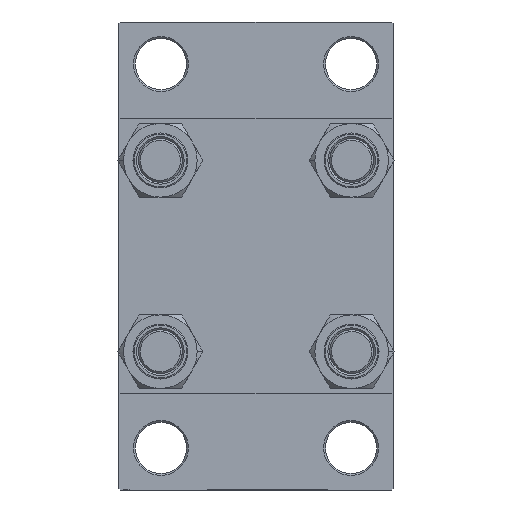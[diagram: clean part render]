
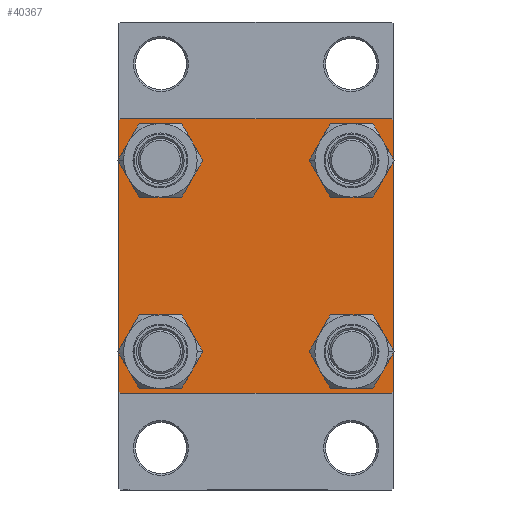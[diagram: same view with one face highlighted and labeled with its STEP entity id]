
A CAD part, left-side view. The second image highlights one B-rep face of the part: STEP entity #40367.
In plain terms, the highlighted planar face has unit normal (-1, 0, 0).
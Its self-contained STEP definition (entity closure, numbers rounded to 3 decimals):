
#746 = CARTESIAN_POINT ( 'NONE',  ( 0., 37.5, 37.5 ) ) ;
#775 = CARTESIAN_POINT ( 'NONE',  ( 0., 26.15, 32.65 ) ) ;
#1147 = DIRECTION ( 'NONE',  ( 0., 0.707, -0.707 ) ) ;
#1310 = VERTEX_POINT ( 'NONE', #6568 ) ;
#1395 = CARTESIAN_POINT ( 'NONE',  ( 0., 37.25, 37.25 ) ) ;
#1449 = DIRECTION ( 'NONE',  ( 0., 0., 1. ) ) ;
#1564 = CIRCLE ( 'NONE', #39495, 6.5 ) ;
#1619 = CARTESIAN_POINT ( 'NONE',  ( 0., 37.5, -37.5 ) ) ;
#1669 = AXIS2_PLACEMENT_3D ( 'NONE', #18443, #26275, #33868 ) ;
#1844 = DIRECTION ( 'NONE',  ( 0., 0., 1. ) ) ;
#2140 = CARTESIAN_POINT ( 'NONE',  ( 0., 37.5, 37.5 ) ) ;
#2222 = FACE_BOUND ( 'NONE', #43541, .T. ) ;
#2290 = EDGE_CURVE ( 'NONE', #33329, #6690, #33436, .T. ) ;
#2534 = ORIENTED_EDGE ( 'NONE', *, *, #36334, .T. ) ;
#3214 = VECTOR ( 'NONE', #13455, 1000. ) ;
#3575 = AXIS2_PLACEMENT_3D ( 'NONE', #29141, #48381, #1844 ) ;
#3599 = LINE ( 'NONE', #34667, #5856 ) ;
#3690 = CARTESIAN_POINT ( 'NONE',  ( 0., -37.5, 37.5 ) ) ;
#4596 = EDGE_LOOP ( 'NONE', ( #38647, #30335 ) ) ;
#5461 = VERTEX_POINT ( 'NONE', #11477 ) ;
#5856 = VECTOR ( 'NONE', #39232, 1000. ) ;
#5988 = CARTESIAN_POINT ( 'NONE',  ( 0., -26.15, 26.15 ) ) ;
#6010 = ORIENTED_EDGE ( 'NONE', *, *, #37355, .F. ) ;
#6503 = CIRCLE ( 'NONE', #1669, 6.5 ) ;
#6568 = CARTESIAN_POINT ( 'NONE',  ( 0., 26.15, -32.65 ) ) ;
#6690 = VERTEX_POINT ( 'NONE', #775 ) ;
#7139 = AXIS2_PLACEMENT_3D ( 'NONE', #33208, #29421, #18034 ) ;
#8274 = VERTEX_POINT ( 'NONE', #31488 ) ;
#10311 = CARTESIAN_POINT ( 'NONE',  ( 0., -37.5, -37. ) ) ;
#10346 = CIRCLE ( 'NONE', #7139, 6.5 ) ;
#10752 = EDGE_CURVE ( 'NONE', #40575, #11084, #12712, .T. ) ;
#11084 = VERTEX_POINT ( 'NONE', #11933 ) ;
#11370 = EDGE_LOOP ( 'NONE', ( #2534, #43828, #45839, #18462, #12532, #38462, #6010, #28839 ) ) ;
#11371 = EDGE_CURVE ( 'NONE', #6690, #33329, #36075, .T. ) ;
#11477 = CARTESIAN_POINT ( 'NONE',  ( 0., 37., 37.5 ) ) ;
#11933 = CARTESIAN_POINT ( 'NONE',  ( 0., -26.15, -32.65 ) ) ;
#12532 = ORIENTED_EDGE ( 'NONE', *, *, #36012, .F. ) ;
#12553 = EDGE_CURVE ( 'NONE', #11084, #40575, #10346, .T. ) ;
#12594 = AXIS2_PLACEMENT_3D ( 'NONE', #22665, #38108, #18877 ) ;
#12631 = DIRECTION ( 'NONE',  ( 0., 0., 1. ) ) ;
#12712 = CIRCLE ( 'NONE', #18373, 6.5 ) ;
#13455 = DIRECTION ( 'NONE',  ( 0., -0.707, -0.707 ) ) ;
#13710 = VECTOR ( 'NONE', #1147, 1000. ) ;
#13816 = DIRECTION ( 'NONE',  ( 1., 0., 0. ) ) ;
#14262 = AXIS2_PLACEMENT_3D ( 'NONE', #32112, #27305, #12631 ) ;
#14297 = LINE ( 'NONE', #22121, #26897 ) ;
#14375 = DIRECTION ( 'NONE',  ( 1., 0., 0. ) ) ;
#14614 = CIRCLE ( 'NONE', #36412, 6.5 ) ;
#15032 = EDGE_CURVE ( 'NONE', #19737, #43516, #18232, .T. ) ;
#16456 = EDGE_CURVE ( 'NONE', #30606, #20632, #16775, .T. ) ;
#16649 = DIRECTION ( 'NONE',  ( 0., -1., 0. ) ) ;
#16775 = LINE ( 'NONE', #1619, #17468 ) ;
#17468 = VECTOR ( 'NONE', #48155, 1000. ) ;
#18001 = CARTESIAN_POINT ( 'NONE',  ( 0., -37., -37.5 ) ) ;
#18034 = DIRECTION ( 'NONE',  ( 0., 0., 1. ) ) ;
#18232 = CIRCLE ( 'NONE', #12594, 6.5 ) ;
#18373 = AXIS2_PLACEMENT_3D ( 'NONE', #37394, #14375, #45239 ) ;
#18443 = CARTESIAN_POINT ( 'NONE',  ( 0., 26.15, -26.15 ) ) ;
#18462 = ORIENTED_EDGE ( 'NONE', *, *, #36932, .T. ) ;
#18877 = DIRECTION ( 'NONE',  ( 0., 0., 1. ) ) ;
#19737 = VERTEX_POINT ( 'NONE', #38194 ) ;
#19858 = CARTESIAN_POINT ( 'NONE',  ( 0., -26.15, -19.65 ) ) ;
#20353 = LINE ( 'NONE', #1395, #13710 ) ;
#20632 = VERTEX_POINT ( 'NONE', #18001 ) ;
#20668 = FACE_BOUND ( 'NONE', #4596, .T. ) ;
#21666 = DIRECTION ( 'NONE',  ( 0., 0., 1. ) ) ;
#22121 = CARTESIAN_POINT ( 'NONE',  ( 0., -37.25, 37.25 ) ) ;
#22665 = CARTESIAN_POINT ( 'NONE',  ( 0., -26.15, 26.15 ) ) ;
#24009 = ORIENTED_EDGE ( 'NONE', *, *, #34126, .T. ) ;
#24465 = FACE_BOUND ( 'NONE', #46057, .T. ) ;
#24482 = LINE ( 'NONE', #746, #48706 ) ;
#24880 = LINE ( 'NONE', #2140, #47017 ) ;
#25109 = CARTESIAN_POINT ( 'NONE',  ( 0., 26.15, -26.15 ) ) ;
#25274 = EDGE_CURVE ( 'NONE', #43516, #19737, #1564, .T. ) ;
#26275 = DIRECTION ( 'NONE',  ( 1., 0., 0. ) ) ;
#26897 = VECTOR ( 'NONE', #41853, 1000. ) ;
#27305 = DIRECTION ( 'NONE',  ( 1., 0., 0. ) ) ;
#27654 = ORIENTED_EDGE ( 'NONE', *, *, #15032, .T. ) ;
#28139 = CARTESIAN_POINT ( 'NONE',  ( 0., 37.5, 37. ) ) ;
#28169 = EDGE_CURVE ( 'NONE', #1310, #41027, #6503, .T. ) ;
#28839 = ORIENTED_EDGE ( 'NONE', *, *, #44386, .T. ) ;
#29134 = CARTESIAN_POINT ( 'NONE',  ( 0., 37.25, -37.25 ) ) ;
#29141 = CARTESIAN_POINT ( 'NONE',  ( 0., 26.15, 26.15 ) ) ;
#29185 = CARTESIAN_POINT ( 'NONE',  ( 0., -26.15, 19.65 ) ) ;
#29271 = DIRECTION ( 'NONE',  ( -1., 0., 0. ) ) ;
#29421 = DIRECTION ( 'NONE',  ( 1., 0., 0. ) ) ;
#29508 = ORIENTED_EDGE ( 'NONE', *, *, #10752, .T. ) ;
#29512 = PLANE ( 'NONE',  #49900 ) ;
#30187 = CARTESIAN_POINT ( 'NONE',  ( 0., -37., 37.5 ) ) ;
#30335 = ORIENTED_EDGE ( 'NONE', *, *, #2290, .T. ) ;
#30606 = VERTEX_POINT ( 'NONE', #45354 ) ;
#30855 = VECTOR ( 'NONE', #38075, 1000. ) ;
#31488 = CARTESIAN_POINT ( 'NONE',  ( 0., 37.5, -37. ) ) ;
#32112 = CARTESIAN_POINT ( 'NONE',  ( 0., 26.15, 26.15 ) ) ;
#32472 = DIRECTION ( 'NONE',  ( 0., 0., 1. ) ) ;
#32958 = DIRECTION ( 'NONE',  ( 1., 0., 0. ) ) ;
#32973 = CARTESIAN_POINT ( 'NONE',  ( 0., -37.5, 37. ) ) ;
#33208 = CARTESIAN_POINT ( 'NONE',  ( 0., -26.15, -26.15 ) ) ;
#33329 = VERTEX_POINT ( 'NONE', #38084 ) ;
#33436 = CIRCLE ( 'NONE', #3575, 6.5 ) ;
#33868 = DIRECTION ( 'NONE',  ( 0., 0., 1. ) ) ;
#33921 = ORIENTED_EDGE ( 'NONE', *, *, #28169, .T. ) ;
#34126 = EDGE_CURVE ( 'NONE', #41027, #1310, #14614, .T. ) ;
#34667 = CARTESIAN_POINT ( 'NONE',  ( 0., -37.25, -37.25 ) ) ;
#35229 = ORIENTED_EDGE ( 'NONE', *, *, #25274, .T. ) ;
#36012 = EDGE_CURVE ( 'NONE', #43617, #38437, #49236, .T. ) ;
#36075 = CIRCLE ( 'NONE', #14262, 6.5 ) ;
#36103 = FACE_OUTER_BOUND ( 'NONE', #11370, .T. ) ;
#36334 = EDGE_CURVE ( 'NONE', #39725, #8274, #24880, .T. ) ;
#36412 = AXIS2_PLACEMENT_3D ( 'NONE', #25109, #32958, #32472 ) ;
#36932 = EDGE_CURVE ( 'NONE', #20632, #38437, #3599, .T. ) ;
#37220 = ORIENTED_EDGE ( 'NONE', *, *, #12553, .T. ) ;
#37355 = EDGE_CURVE ( 'NONE', #5461, #39690, #24482, .T. ) ;
#37394 = CARTESIAN_POINT ( 'NONE',  ( 0., -26.15, -26.15 ) ) ;
#37600 = EDGE_LOOP ( 'NONE', ( #24009, #33921 ) ) ;
#38075 = DIRECTION ( 'NONE',  ( 0., 0., -1. ) ) ;
#38084 = CARTESIAN_POINT ( 'NONE',  ( 0., 26.15, 19.65 ) ) ;
#38108 = DIRECTION ( 'NONE',  ( 1., 0., 0. ) ) ;
#38194 = CARTESIAN_POINT ( 'NONE',  ( 0., -26.15, 32.65 ) ) ;
#38437 = VERTEX_POINT ( 'NONE', #10311 ) ;
#38462 = ORIENTED_EDGE ( 'NONE', *, *, #38855, .T. ) ;
#38647 = ORIENTED_EDGE ( 'NONE', *, *, #11371, .T. ) ;
#38855 = EDGE_CURVE ( 'NONE', #43617, #39690, #14297, .T. ) ;
#39165 = CARTESIAN_POINT ( 'NONE',  ( 0., 26.15, -19.65 ) ) ;
#39232 = DIRECTION ( 'NONE',  ( 0., -0.707, 0.707 ) ) ;
#39495 = AXIS2_PLACEMENT_3D ( 'NONE', #5988, #13816, #1449 ) ;
#39690 = VERTEX_POINT ( 'NONE', #30187 ) ;
#39725 = VERTEX_POINT ( 'NONE', #28139 ) ;
#39904 = FACE_BOUND ( 'NONE', #37600, .T. ) ;
#40367 = ADVANCED_FACE ( 'NONE', ( #24465, #2222, #39904, #20668, #36103 ), #29512, .T. ) ;
#40575 = VERTEX_POINT ( 'NONE', #19858 ) ;
#41027 = VERTEX_POINT ( 'NONE', #39165 ) ;
#41149 = CARTESIAN_POINT ( 'NONE',  ( 0., 0., 0. ) ) ;
#41853 = DIRECTION ( 'NONE',  ( 0., 0.707, 0.707 ) ) ;
#43516 = VERTEX_POINT ( 'NONE', #29185 ) ;
#43541 = EDGE_LOOP ( 'NONE', ( #29508, #37220 ) ) ;
#43617 = VERTEX_POINT ( 'NONE', #32973 ) ;
#43828 = ORIENTED_EDGE ( 'NONE', *, *, #44796, .T. ) ;
#44386 = EDGE_CURVE ( 'NONE', #5461, #39725, #20353, .T. ) ;
#44625 = DIRECTION ( 'NONE',  ( 0., 0., -1. ) ) ;
#44796 = EDGE_CURVE ( 'NONE', #8274, #30606, #47880, .T. ) ;
#45239 = DIRECTION ( 'NONE',  ( 0., 0., 1. ) ) ;
#45354 = CARTESIAN_POINT ( 'NONE',  ( 0., 37., -37.5 ) ) ;
#45839 = ORIENTED_EDGE ( 'NONE', *, *, #16456, .T. ) ;
#46057 = EDGE_LOOP ( 'NONE', ( #27654, #35229 ) ) ;
#47017 = VECTOR ( 'NONE', #44625, 1000. ) ;
#47880 = LINE ( 'NONE', #29134, #3214 ) ;
#48155 = DIRECTION ( 'NONE',  ( 0., -1., 0. ) ) ;
#48381 = DIRECTION ( 'NONE',  ( 1., 0., 0. ) ) ;
#48706 = VECTOR ( 'NONE', #16649, 1000. ) ;
#49236 = LINE ( 'NONE', #3690, #30855 ) ;
#49900 = AXIS2_PLACEMENT_3D ( 'NONE', #41149, #29271, #21666 ) ;
